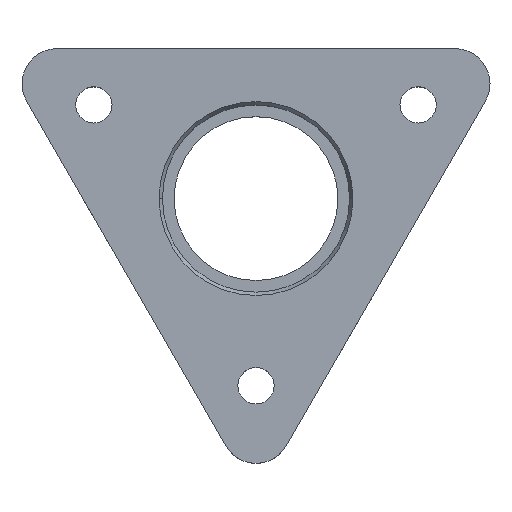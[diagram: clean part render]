
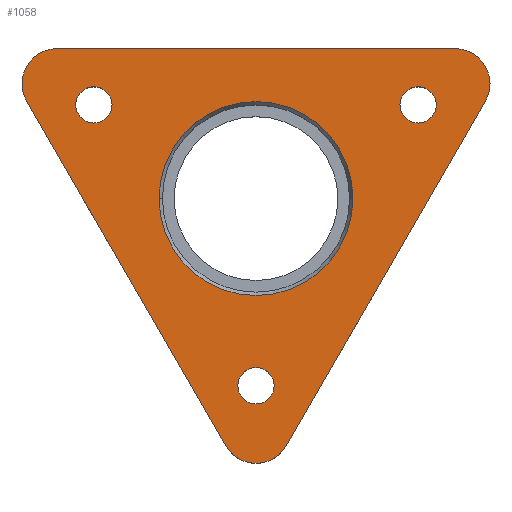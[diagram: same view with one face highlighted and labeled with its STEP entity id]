
A CAD part, top view. The second image highlights one B-rep face of the part: STEP entity #1058.
In plain terms, the highlighted planar face has unit normal (0, 0, 1).
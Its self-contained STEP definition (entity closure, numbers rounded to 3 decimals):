
#19 = EDGE_CURVE ( 'NONE', #330, #1108, #1035, .T. ) ;
#34 = CARTESIAN_POINT ( 'NONE',  ( -34., 19.63, 42. ) ) ;
#36 = DIRECTION ( 'NONE',  ( 1., 0., 0. ) ) ;
#56 = CIRCLE ( 'NONE', #1367, 3.1 ) ;
#84 = EDGE_LOOP ( 'NONE', ( #470, #387 ) ) ;
#86 = ORIENTED_EDGE ( 'NONE', *, *, #218, .T. ) ;
#91 = CIRCLE ( 'NONE', #1107, 6. ) ;
#119 = ORIENTED_EDGE ( 'NONE', *, *, #210, .F. ) ;
#129 = CARTESIAN_POINT ( 'NONE',  ( 16.577, 0., 42. ) ) ;
#134 = DIRECTION ( 'NONE',  ( 1., 0., 0. ) ) ;
#141 = DIRECTION ( 'NONE',  ( 1., 0., 0. ) ) ;
#159 = CARTESIAN_POINT ( 'NONE',  ( 0., 0., 42. ) ) ;
#165 = CARTESIAN_POINT ( 'NONE',  ( -5.196, -42.26, 42. ) ) ;
#173 = VERTEX_POINT ( 'NONE', #606 ) ;
#185 = FACE_OUTER_BOUND ( 'NONE', #429, .T. ) ;
#191 = AXIS2_PLACEMENT_3D ( 'NONE', #860, #974, #286 ) ;
#199 = CARTESIAN_POINT ( 'NONE',  ( -16.577, 0., 42. ) ) ;
#206 = VERTEX_POINT ( 'NONE', #1199 ) ;
#210 = EDGE_CURVE ( 'NONE', #527, #955, #1074, .T. ) ;
#211 = CIRCLE ( 'NONE', #515, 16.577 ) ;
#213 = DIRECTION ( 'NONE',  ( 1., 0., 0. ) ) ;
#218 = EDGE_CURVE ( 'NONE', #1426, #1086, #733, .T. ) ;
#245 = CARTESIAN_POINT ( 'NONE',  ( 5.196, -42.26, 42. ) ) ;
#263 = DIRECTION ( 'NONE',  ( 0., 0., 1. ) ) ;
#268 = CARTESIAN_POINT ( 'NONE',  ( 3.1, -32., 42. ) ) ;
#286 = DIRECTION ( 'NONE',  ( 1., 0., 0. ) ) ;
#307 = VERTEX_POINT ( 'NONE', #894 ) ;
#311 = DIRECTION ( 'NONE',  ( 0., 0., 1. ) ) ;
#323 = ORIENTED_EDGE ( 'NONE', *, *, #1307, .T. ) ;
#330 = VERTEX_POINT ( 'NONE', #1119 ) ;
#341 = FACE_BOUND ( 'NONE', #84, .T. ) ;
#374 = CARTESIAN_POINT ( 'NONE',  ( 0., 25.63, 42. ) ) ;
#375 = CARTESIAN_POINT ( 'NONE',  ( -39.196, 16.63, 42. ) ) ;
#387 = ORIENTED_EDGE ( 'NONE', *, *, #1019, .F. ) ;
#390 = CARTESIAN_POINT ( 'NONE',  ( -34., 19.63, 42. ) ) ;
#421 = DIRECTION ( 'NONE',  ( 0., 0., 1. ) ) ;
#429 = EDGE_LOOP ( 'NONE', ( #1087, #1268, #882, #663, #930, #525, #1081 ) ) ;
#435 = ORIENTED_EDGE ( 'NONE', *, *, #1212, .F. ) ;
#440 = LINE ( 'NONE', #374, #530 ) ;
#445 = DIRECTION ( 'NONE',  ( 0., 0., 1. ) ) ;
#467 = DIRECTION ( 'NONE',  ( -0.5, -0.866, 0. ) ) ;
#468 = VERTEX_POINT ( 'NONE', #913 ) ;
#470 = ORIENTED_EDGE ( 'NONE', *, *, #1184, .F. ) ;
#492 = EDGE_CURVE ( 'NONE', #468, #206, #1171, .T. ) ;
#515 = AXIS2_PLACEMENT_3D ( 'NONE', #159, #720, #36 ) ;
#525 = ORIENTED_EDGE ( 'NONE', *, *, #1245, .F. ) ;
#527 = VERTEX_POINT ( 'NONE', #268 ) ;
#530 = VECTOR ( 'NONE', #707, 1000. ) ;
#533 = FACE_BOUND ( 'NONE', #915, .T. ) ;
#555 = VERTEX_POINT ( 'NONE', #375 ) ;
#556 = DIRECTION ( 'NONE',  ( 1., 0., 0. ) ) ;
#567 = DIRECTION ( 'NONE',  ( 0., 0., -1. ) ) ;
#570 = CARTESIAN_POINT ( 'NONE',  ( 0., -32., 42. ) ) ;
#579 = VERTEX_POINT ( 'NONE', #165 ) ;
#581 = DIRECTION ( 'NONE',  ( -0.5, 0.866, 0. ) ) ;
#583 = CIRCLE ( 'NONE', #782, 6. ) ;
#585 = DIRECTION ( 'NONE',  ( 1., 0., 0. ) ) ;
#595 = DIRECTION ( 'NONE',  ( 1., 0., 0. ) ) ;
#596 = DIRECTION ( 'NONE',  ( 0., 0., -1. ) ) ;
#606 = CARTESIAN_POINT ( 'NONE',  ( -30.813, 16., 42. ) ) ;
#619 = AXIS2_PLACEMENT_3D ( 'NONE', #790, #263, #141 ) ;
#632 = DIRECTION ( 'NONE',  ( 0., 0., -1. ) ) ;
#642 = CARTESIAN_POINT ( 'NONE',  ( -3.1, -32., 42. ) ) ;
#654 = VERTEX_POINT ( 'NONE', #245 ) ;
#663 = ORIENTED_EDGE ( 'NONE', *, *, #788, .F. ) ;
#667 = DIRECTION ( 'NONE',  ( 1., 0., 0. ) ) ;
#690 = DIRECTION ( 'NONE',  ( 0., 0., 1. ) ) ;
#691 = LINE ( 'NONE', #1379, #1083 ) ;
#704 = AXIS2_PLACEMENT_3D ( 'NONE', #34, #690, #595 ) ;
#707 = DIRECTION ( 'NONE',  ( 1., 0., 0. ) ) ;
#715 = CARTESIAN_POINT ( 'NONE',  ( 24.613, 16., 42. ) ) ;
#717 = EDGE_LOOP ( 'NONE', ( #851, #1333 ) ) ;
#720 = DIRECTION ( 'NONE',  ( 0., 0., -1. ) ) ;
#733 = CIRCLE ( 'NONE', #1340, 16.577 ) ;
#737 = CARTESIAN_POINT ( 'NONE',  ( 0., -32., 42. ) ) ;
#756 = CARTESIAN_POINT ( 'NONE',  ( 0., 0., 42. ) ) ;
#757 = AXIS2_PLACEMENT_3D ( 'NONE', #910, #596, #585 ) ;
#763 = CARTESIAN_POINT ( 'NONE',  ( 39.196, 16.63, 42. ) ) ;
#782 = AXIS2_PLACEMENT_3D ( 'NONE', #897, #567, #1146 ) ;
#788 = EDGE_CURVE ( 'NONE', #579, #555, #691, .T. ) ;
#790 = CARTESIAN_POINT ( 'NONE',  ( -27.713, 16., 42. ) ) ;
#794 = DIRECTION ( 'NONE',  ( 1., 0., 0. ) ) ;
#814 = AXIS2_PLACEMENT_3D ( 'NONE', #570, #1368, #794 ) ;
#822 = VERTEX_POINT ( 'NONE', #715 ) ;
#835 = AXIS2_PLACEMENT_3D ( 'NONE', #737, #311, #1201 ) ;
#851 = ORIENTED_EDGE ( 'NONE', *, *, #960, .F. ) ;
#860 = CARTESIAN_POINT ( 'NONE',  ( -27.713, 16., 42. ) ) ;
#882 = ORIENTED_EDGE ( 'NONE', *, *, #912, .T. ) ;
#894 = CARTESIAN_POINT ( 'NONE',  ( 30.813, 16., 42. ) ) ;
#897 = CARTESIAN_POINT ( 'NONE',  ( 0., -39.26, 42. ) ) ;
#910 = CARTESIAN_POINT ( 'NONE',  ( 34., 19.63, 42. ) ) ;
#912 = EDGE_CURVE ( 'NONE', #206, #555, #91, .T. ) ;
#913 = CARTESIAN_POINT ( 'NONE',  ( -34., 25.63, 42. ) ) ;
#915 = EDGE_LOOP ( 'NONE', ( #323, #86 ) ) ;
#930 = ORIENTED_EDGE ( 'NONE', *, *, #1177, .F. ) ;
#946 = LINE ( 'NONE', #1154, #996 ) ;
#955 = VERTEX_POINT ( 'NONE', #642 ) ;
#960 = EDGE_CURVE ( 'NONE', #173, #1282, #1390, .T. ) ;
#974 = DIRECTION ( 'NONE',  ( 0., 0., 1. ) ) ;
#975 = CIRCLE ( 'NONE', #1015, 3.1 ) ;
#989 = PLANE ( 'NONE',  #1290 ) ;
#996 = VECTOR ( 'NONE', #467, 1000. ) ;
#1015 = AXIS2_PLACEMENT_3D ( 'NONE', #1236, #445, #134 ) ;
#1019 = EDGE_CURVE ( 'NONE', #307, #822, #56, .T. ) ;
#1035 = CIRCLE ( 'NONE', #757, 6. ) ;
#1058 = ADVANCED_FACE ( 'NONE', ( #533, #1408, #341, #1438, #185 ), #989, .T. ) ;
#1059 = CARTESIAN_POINT ( 'NONE',  ( -24.613, 16., 42. ) ) ;
#1074 = CIRCLE ( 'NONE', #835, 3.1 ) ;
#1081 = ORIENTED_EDGE ( 'NONE', *, *, #19, .F. ) ;
#1083 = VECTOR ( 'NONE', #581, 1000. ) ;
#1086 = VERTEX_POINT ( 'NONE', #129 ) ;
#1087 = ORIENTED_EDGE ( 'NONE', *, *, #1287, .F. ) ;
#1100 = DIRECTION ( 'NONE',  ( 0., 0., 1. ) ) ;
#1103 = EDGE_CURVE ( 'NONE', #1282, #173, #1192, .T. ) ;
#1107 = AXIS2_PLACEMENT_3D ( 'NONE', #390, #1100, #213 ) ;
#1108 = VERTEX_POINT ( 'NONE', #763 ) ;
#1119 = CARTESIAN_POINT ( 'NONE',  ( 34., 25.63, 42. ) ) ;
#1146 = DIRECTION ( 'NONE',  ( 1., 0., 0. ) ) ;
#1154 = CARTESIAN_POINT ( 'NONE',  ( 22.196, -12.815, 42. ) ) ;
#1171 = CIRCLE ( 'NONE', #704, 6. ) ;
#1177 = EDGE_CURVE ( 'NONE', #654, #579, #583, .T. ) ;
#1184 = EDGE_CURVE ( 'NONE', #822, #307, #975, .T. ) ;
#1192 = CIRCLE ( 'NONE', #619, 3.1 ) ;
#1199 = CARTESIAN_POINT ( 'NONE',  ( -40., 19.63, 42. ) ) ;
#1201 = DIRECTION ( 'NONE',  ( 1., 0., 0. ) ) ;
#1212 = EDGE_CURVE ( 'NONE', #955, #527, #1214, .T. ) ;
#1213 = CARTESIAN_POINT ( 'NONE',  ( 0., 0., 42. ) ) ;
#1214 = CIRCLE ( 'NONE', #814, 3.1 ) ;
#1224 = EDGE_LOOP ( 'NONE', ( #435, #119 ) ) ;
#1236 = CARTESIAN_POINT ( 'NONE',  ( 27.713, 16., 42. ) ) ;
#1245 = EDGE_CURVE ( 'NONE', #1108, #654, #946, .T. ) ;
#1268 = ORIENTED_EDGE ( 'NONE', *, *, #492, .T. ) ;
#1282 = VERTEX_POINT ( 'NONE', #1059 ) ;
#1287 = EDGE_CURVE ( 'NONE', #468, #330, #440, .T. ) ;
#1290 = AXIS2_PLACEMENT_3D ( 'NONE', #1213, #1345, #667 ) ;
#1307 = EDGE_CURVE ( 'NONE', #1086, #1426, #211, .T. ) ;
#1315 = DIRECTION ( 'NONE',  ( 1., 0., 0. ) ) ;
#1333 = ORIENTED_EDGE ( 'NONE', *, *, #1103, .F. ) ;
#1340 = AXIS2_PLACEMENT_3D ( 'NONE', #756, #632, #1315 ) ;
#1345 = DIRECTION ( 'NONE',  ( 0., 0., 1. ) ) ;
#1367 = AXIS2_PLACEMENT_3D ( 'NONE', #1441, #421, #556 ) ;
#1368 = DIRECTION ( 'NONE',  ( 0., 0., 1. ) ) ;
#1379 = CARTESIAN_POINT ( 'NONE',  ( -22.196, -12.815, 42. ) ) ;
#1390 = CIRCLE ( 'NONE', #191, 3.1 ) ;
#1408 = FACE_BOUND ( 'NONE', #1224, .T. ) ;
#1426 = VERTEX_POINT ( 'NONE', #199 ) ;
#1438 = FACE_BOUND ( 'NONE', #717, .T. ) ;
#1441 = CARTESIAN_POINT ( 'NONE',  ( 27.713, 16., 42. ) ) ;
